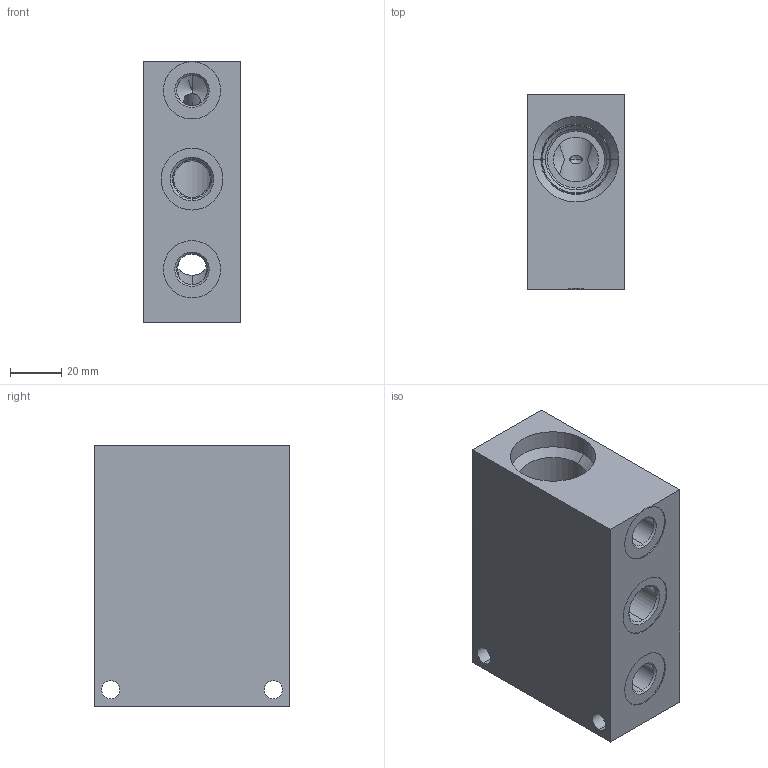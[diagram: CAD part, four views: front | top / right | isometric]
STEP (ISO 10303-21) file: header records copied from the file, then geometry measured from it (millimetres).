
FILE_DESCRIPTION((''),'2;1');
FILE_NAME('B6U_ASM','2023-09-04T',('ProEService'),(''),'PRO/ENGINEER BY PARAMETRIC TECHNOLOGY CORPORATION, 2014200','PRO/ENGINEER BY PARAMETRIC TECHNOLOGY CORPORATION, 2014200','');
FILE_SCHEMA(('CONFIG_CONTROL_DESIGN'));
Length unit declared in the file: inch
Products named in the file (3): 150-861-008; CXFAXCN; B6U_ASM
Assembly tree (2 placements, depth 2):
  B6U_ASM
    150-861-008
    CXFAXCN
Bounding box: 38.1 x 76.2 x 101.6 mm (x, y, z)
Volume: 216638.7 mm3; surface area: 42852.2 mm2
Topology: 1 solids, 1 shells, 104 faces, 454 edges, 437 vertices
Faces by surface type: cylinder 48, cone 40, plane 14, torus 2
Entity records: 5408 total; most frequent: CARTESIAN_POINT 1834, DIRECTION 744, ORIENTED_EDGE 488, VECTOR 304, LINE 304, EDGE_CURVE 244, AXIS2_PLACEMENT_3D 220, TRIMMED_CURVE 204
